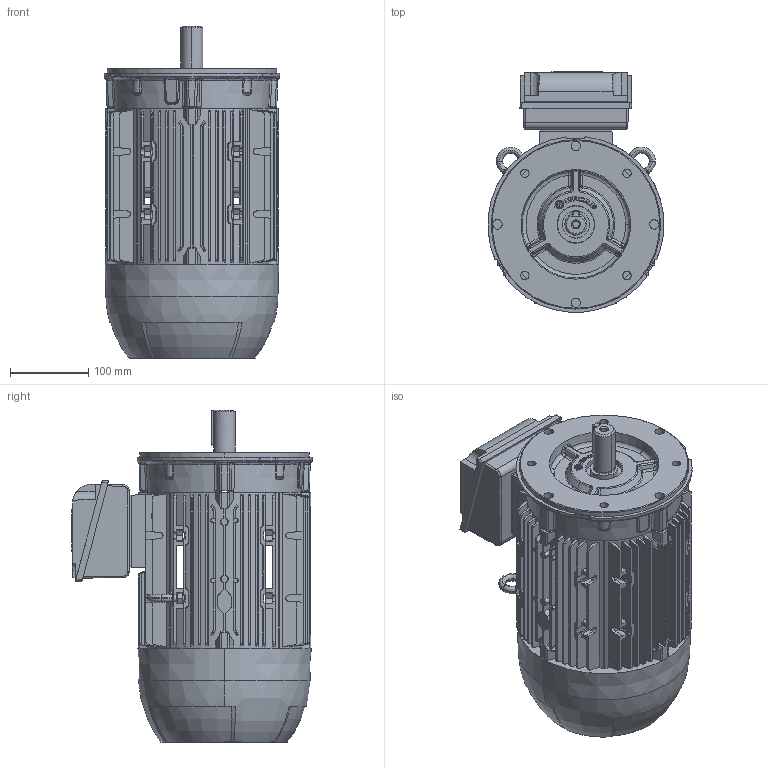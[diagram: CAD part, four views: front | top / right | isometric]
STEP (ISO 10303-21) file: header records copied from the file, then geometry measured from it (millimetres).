
FILE_DESCRIPTION (( 'STEP AP203' ), '1' );
FILE_NAME ('112L_SP_FC_TOP.STEP', '2022-06-28T16:48:09', ( '' ), ( '' ), 'SwSTEP 2.0', 'SolidWorks 2020', '' );
FILE_SCHEMA (( 'CONFIG_CONTROL_DESIGN' ));
Length unit declared in the file: millimetre
Products named in the file (1): 112L_SP_FC_TOP
Bounding box: 224.21 x 306.67 x 423.2 mm (x, y, z)
Surface area: 693979.2 mm2 (no closed solid volume)
Topology: 0 solids, 15 shells, 1889 faces, 5619 edges, 3695 vertices
Faces by surface type: plane 965, cylinder 400, bspline 217, cone 209, torus 96, sphere 2
Entity records: 73075 total; most frequent: CARTESIAN_POINT 27188, ORIENTED_EDGE 10171, DIRECTION 8281, EDGE_CURVE 5591, VERTEX_POINT 3695, VECTOR 2913, LINE 2913, AXIS2_PLACEMENT_3D 2684
